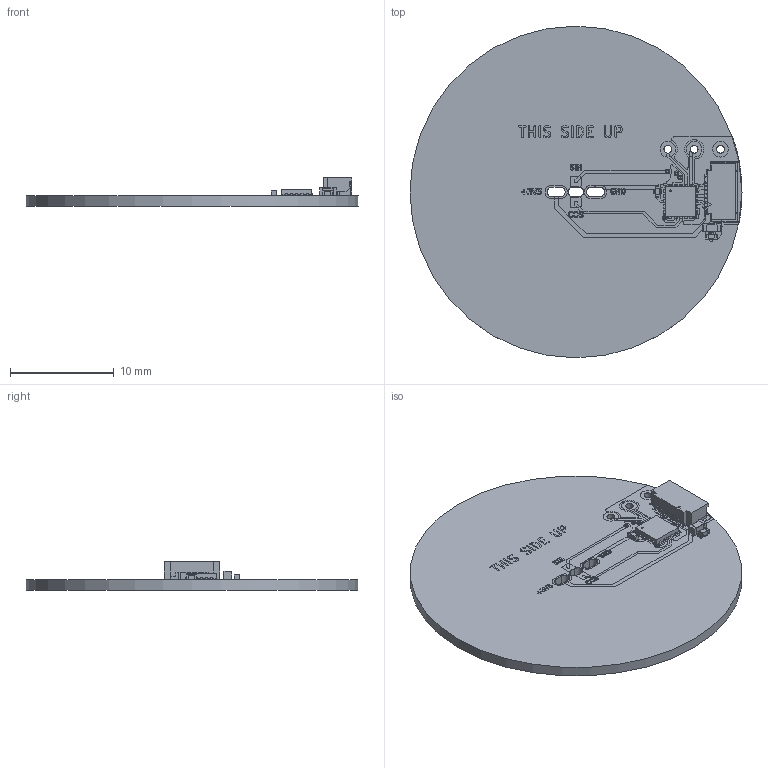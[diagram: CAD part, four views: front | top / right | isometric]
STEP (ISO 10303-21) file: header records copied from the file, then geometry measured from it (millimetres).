
FILE_DESCRIPTION(('FreeCAD Model'),'2;1');
FILE_NAME('Open CASCADE Shape Model','2024-03-11T20:09:31',(''),(''), 'Open CASCADE STEP processor 7.6','FreeCAD','Unknown');
FILE_SCHEMA(('AUTOMOTIVE_DESIGN { 1 0 10303 214 1 1 1 1 }'));
Length unit declared in the file: millimetre
Products named in the file (18): baseplate; Local_CS_eb70; Board_Geoms_eb70; Pcb_eb70; PCB_Sketch_eb70; topPads_eb70; topTracks_eb70; topZones_eb70; botPads_eb70; botTracks_eb70; botZones_eb70; topSilks_7bcd; Step_Models_eb70; Top_eb70; C4_C_0603_1608Metric_0841facd8ef7; U2_DF52-4S-0.8H_ae77745e04a7; C1_C_0402_1005Metric_7e1f57d8ca6a; U1_ST_UFQFPN_20_3x3mm_P05mm_b6e817ad9315
Assembly tree (18 placements, depth 4):
  baseplate
    Local_CS_eb70
    Board_Geoms_eb70
      Pcb_eb70
      PCB_Sketch_eb70
      topPads_eb70
      topTracks_eb70
      topZones_eb70
      botPads_eb70
      botTracks_eb70
      botZones_eb70
      topSilks_7bcd
    Step_Models_eb70
      Top_eb70
        C4_C_0603_1608Metric_0841facd8ef7
        U2_DF52-4S-0.8H_ae77745e04a7
        C1_C_0402_1005Metric_7e1f57d8ca6a  x2
        U1_ST_UFQFPN_20_3x3mm_P05mm_b6e817ad9315
Bounding box: 32.02 x 32 x 2.77 mm (x, y, z)
Volume: 827.5 mm3; surface area: 1922.2 mm2
Topology: 6 solids, 120 shells, 472 faces, 3967 edges, 3629 vertices
Faces by surface type: plane 413, cylinder 59
Full cylindrical faces by diameter (mm): 0.2 x1, 0.75 x3, 32 x1
Entity records: 38519 total; most frequent: CARTESIAN_POINT 7940, DIRECTION 5195, ORIENTED_EDGE 4836, EDGE_CURVE 3894, VERTEX_POINT 3580, LINE 3521, VECTOR 3521, AXIS2_PLACEMENT_3D 837
